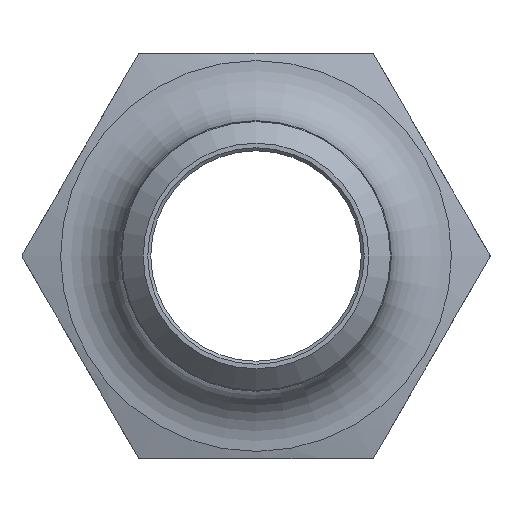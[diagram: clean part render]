
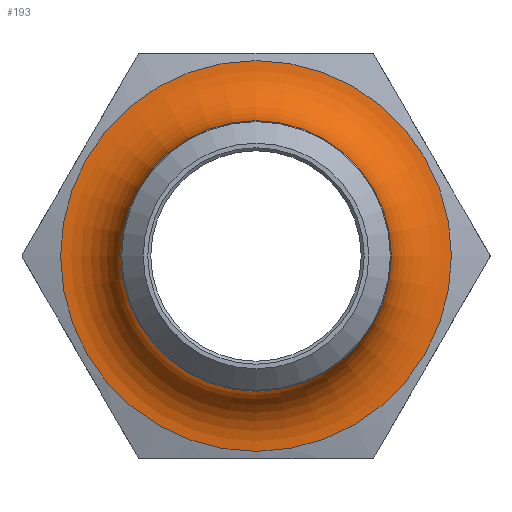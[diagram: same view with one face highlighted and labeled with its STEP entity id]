
A CAD part, left-side view. The second image highlights one B-rep face of the part: STEP entity #193.
In plain terms, the highlighted toroidal (fillet/blend) face has major radius 13 mm and minor radius 4 mm.
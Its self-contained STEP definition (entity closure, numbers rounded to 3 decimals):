
#148=TOROIDAL_SURFACE('',#660,13.,4.);
#193=ADVANCED_FACE('',(#271,#272),#148,.F.);
#271=FACE_BOUND('',#335,.T.);
#272=FACE_BOUND('',#336,.T.);
#335=EDGE_LOOP('',(#457));
#336=EDGE_LOOP('',(#458));
#457=ORIENTED_EDGE('',*,*,#576,.T.);
#458=ORIENTED_EDGE('',*,*,#575,.F.);
#514=VERTEX_POINT('',#1139);
#515=VERTEX_POINT('',#1142);
#575=EDGE_CURVE('',#514,#514,#600,.T.);
#576=EDGE_CURVE('',#515,#515,#601,.T.);
#600=CIRCLE('',#657,13.);
#601=CIRCLE('',#659,9.);
#657=AXIS2_PLACEMENT_3D('',#1138,#786,#787);
#659=AXIS2_PLACEMENT_3D('',#1141,#790,#791);
#660=AXIS2_PLACEMENT_3D('',#1143,#792,#793);
#786=DIRECTION('',(1.,0.,0.));
#787=DIRECTION('',(0.,0.,1.));
#790=DIRECTION('',(1.,0.,0.));
#791=DIRECTION('',(0.,0.,1.));
#792=DIRECTION('',(-1.,0.,0.));
#793=DIRECTION('',(0.,0.,1.));
#1138=CARTESIAN_POINT('',(10.,0.,0.));
#1139=CARTESIAN_POINT('',(10.,0.,13.));
#1141=CARTESIAN_POINT('',(6.,0.,0.));
#1142=CARTESIAN_POINT('',(6.,0.,9.));
#1143=CARTESIAN_POINT('',(6.,0.,0.));
